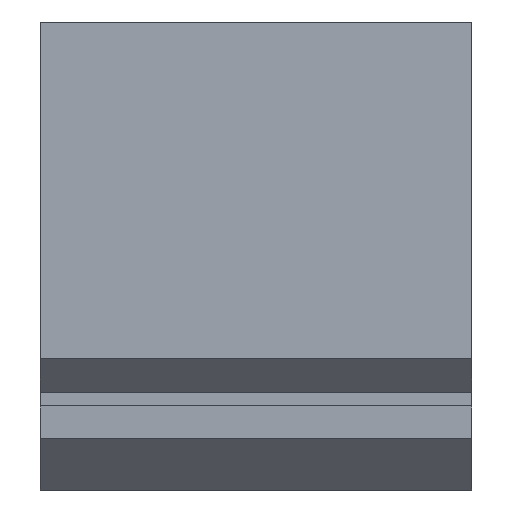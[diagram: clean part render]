
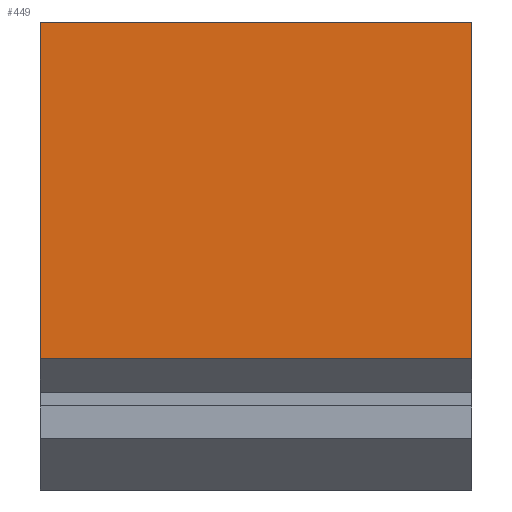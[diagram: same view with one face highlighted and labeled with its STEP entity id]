
A CAD part, left-side view. The second image highlights one B-rep face of the part: STEP entity #449.
In plain terms, the highlighted planar face has unit normal (-1, 0, 0).
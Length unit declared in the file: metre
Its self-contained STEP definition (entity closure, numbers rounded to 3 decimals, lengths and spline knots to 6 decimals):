
#36=ORIENTED_EDGE('',*,*,#162,.T.);
#37=ORIENTED_EDGE('',*,*,#163,.F.);
#38=ORIENTED_EDGE('',*,*,#164,.F.);
#39=ORIENTED_EDGE('',*,*,#147,.T.);
#147=EDGE_CURVE('',#211,#210,#254,.T.);
#162=EDGE_CURVE('',#210,#225,#269,.T.);
#163=EDGE_CURVE('',#226,#225,#270,.T.);
#164=EDGE_CURVE('',#211,#226,#271,.T.);
#210=VERTEX_POINT('',#634);
#211=VERTEX_POINT('',#636);
#225=VERTEX_POINT('',#666);
#226=VERTEX_POINT('',#668);
#254=LINE('',#635,#313);
#269=LINE('',#665,#328);
#270=LINE('',#667,#329);
#271=LINE('',#669,#330);
#313=VECTOR('',#518,1.);
#328=VECTOR('',#535,1.);
#329=VECTOR('',#536,1.);
#330=VECTOR('',#537,1.);
#370=EDGE_LOOP('',(#36,#37,#38,#39));
#399=FACE_BOUND('',#370,.T.);
#428=PLANE('',#485);
#449=ADVANCED_FACE('',(#399),#428,.F.);
#485=AXIS2_PLACEMENT_3D('',#664,#533,#534);
#518=DIRECTION('',(0.,0.,1.));
#533=DIRECTION('',(1.,0.,0.));
#534=DIRECTION('',(0.,0.,-1.));
#535=DIRECTION('',(0.,1.,0.));
#536=DIRECTION('',(0.,0.,1.));
#537=DIRECTION('',(0.,1.,0.));
#634=CARTESIAN_POINT('',(-0.053489,0.11961,-0.00067));
#635=CARTESIAN_POINT('',(-0.053489,0.11961,-0.00667));
#636=CARTESIAN_POINT('',(-0.053489,0.11961,-0.016268));
#664=CARTESIAN_POINT('',(-0.053489,0.12961,-0.00667));
#665=CARTESIAN_POINT('',(-0.053489,0.12961,-0.00067));
#666=CARTESIAN_POINT('',(-0.053489,0.13961,-0.00067));
#667=CARTESIAN_POINT('',(-0.053489,0.13961,-0.00667));
#668=CARTESIAN_POINT('',(-0.053489,0.13961,-0.016268));
#669=CARTESIAN_POINT('',(-0.053489,0.119608,-0.016268));
